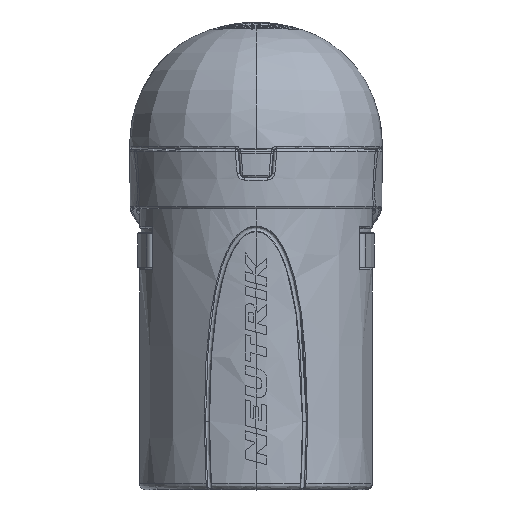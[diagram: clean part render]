
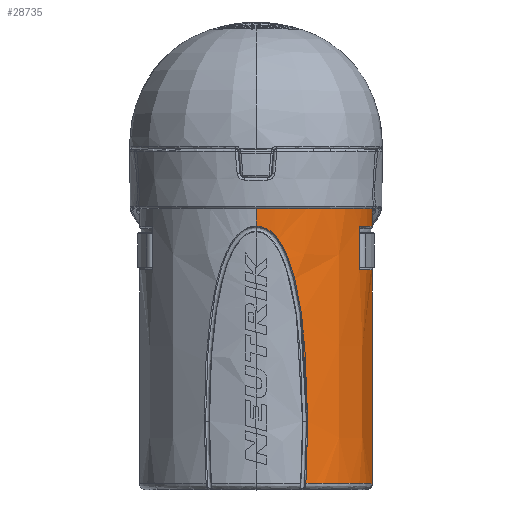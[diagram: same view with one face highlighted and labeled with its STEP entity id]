
A CAD part, top view. The second image highlights one B-rep face of the part: STEP entity #28735.
In plain terms, the highlighted face is a extrusion surface.
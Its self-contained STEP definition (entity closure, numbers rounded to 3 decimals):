
#1677=CARTESIAN_POINT('',(8.297,6.7,4.452));
#1678=CARTESIAN_POINT('',(8.652,6.7,3.753));
#1679=CARTESIAN_POINT('',(9.171,6.7,2.309));
#1680=CARTESIAN_POINT('',(9.35,6.7,0.784));
#1681=CARTESIAN_POINT('',(9.35,6.7,0.));
#1683=DIRECTION('',(0.,1.,0.));
#1684=VECTOR('',#1683,3.5);
#1685=CARTESIAN_POINT('',(8.297,3.2,4.452));
#1686=LINE('',#1685,#1684);
#1687=CARTESIAN_POINT('',(9.35,3.2,0.));
#1688=CARTESIAN_POINT('',(9.35,3.2,0.784));
#1689=CARTESIAN_POINT('',(9.171,3.2,2.309));
#1690=CARTESIAN_POINT('',(8.652,3.2,3.753));
#1691=CARTESIAN_POINT('',(8.297,3.2,4.452));
#1693=CARTESIAN_POINT('',(9.35,-13.95,0.));
#1694=CARTESIAN_POINT('',(9.35,-13.95,0.501));
#1695=CARTESIAN_POINT('',(9.277,-13.95,1.457));
#1696=CARTESIAN_POINT('',(8.892,-13.95,3.219));
#1697=CARTESIAN_POINT('',(8.021,-13.95,5.175));
#1698=CARTESIAN_POINT('',(6.679,-13.95,6.833));
#1699=CARTESIAN_POINT('',(5.283,-13.95,7.956));
#1700=CARTESIAN_POINT('',(4.458,-13.95,8.437));
#1701=CARTESIAN_POINT('',(4.005,-13.95,8.652));
#1703=CARTESIAN_POINT('',(4.15,-8.95,8.582));
#1704=CARTESIAN_POINT('',(4.15,-9.625,8.582));
#1705=CARTESIAN_POINT('',(4.136,-10.933,8.589));
#1706=CARTESIAN_POINT('',(4.082,-12.58,8.615));
#1707=CARTESIAN_POINT('',(4.03,-13.558,8.641));
#1708=CARTESIAN_POINT('',(4.005,-13.95,8.652));
#1710=CARTESIAN_POINT('',(4.15,-8.95,8.582));
#1711=CARTESIAN_POINT('',(4.15,-8.238,8.582));
#1712=CARTESIAN_POINT('',(4.135,-6.88,8.589));
#1713=CARTESIAN_POINT('',(4.072,-5.051,8.62));
#1714=CARTESIAN_POINT('',(3.975,-3.405,8.667));
#1715=CARTESIAN_POINT('',(3.848,-1.926,8.726));
#1716=CARTESIAN_POINT('',(3.692,-0.594,
8.795));
#1717=CARTESIAN_POINT('',(3.511,0.603,8.87));
#1718=CARTESIAN_POINT('',(3.306,1.676,8.951));
#1719=CARTESIAN_POINT('',(3.078,2.637,9.034));
#1720=CARTESIAN_POINT('',(2.826,3.493,9.118));
#1721=CARTESIAN_POINT('',(2.549,4.25,9.2));
#1722=CARTESIAN_POINT('',(2.247,4.911,9.281));
#1723=CARTESIAN_POINT('',(1.919,5.474,9.355));
#1724=CARTESIAN_POINT('',(1.623,5.859,9.411));
#1725=CARTESIAN_POINT('',(1.374,6.114,9.45));
#1726=CARTESIAN_POINT('',(1.183,6.277,9.477));
#1727=CARTESIAN_POINT('',(0.993,6.41,9.499));
#1728=CARTESIAN_POINT('',(0.802,6.519,9.517));
#1729=CARTESIAN_POINT('',(0.612,6.601,9.531));
#1730=CARTESIAN_POINT('',(0.353,6.678,9.545));
#1731=CARTESIAN_POINT('',(0.144,6.7,9.55));
#1732=CARTESIAN_POINT('',(0.,6.7,9.55));
#1734=DIRECTION('',(0.,1.,0.));
#1735=VECTOR('',#1734,1.4);
#1736=CARTESIAN_POINT('',(0.,6.7,9.55));
#1737=LINE('',#1736,#1735);
#1738=CARTESIAN_POINT('',(0.,8.1,9.55));
#1739=CARTESIAN_POINT('',(0.559,8.1,9.55));
#1740=CARTESIAN_POINT('',(1.666,8.1,9.444));
#1741=CARTESIAN_POINT('',(3.154,8.1,9.064));
#1742=CARTESIAN_POINT('',(4.876,8.1,8.251));
#1743=CARTESIAN_POINT('',(6.219,8.1,7.241));
#1744=CARTESIAN_POINT('',(7.373,8.1,5.999));
#1745=CARTESIAN_POINT('',(8.234,8.1,4.678));
#1746=CARTESIAN_POINT('',(8.907,8.1,3.088));
#1747=CARTESIAN_POINT('',(9.243,8.1,1.699));
#1748=CARTESIAN_POINT('',(9.35,8.1,0.58));
#1749=CARTESIAN_POINT('',(9.35,8.1,0.));
#2090=CARTESIAN_POINT('',(0.,8.1,9.55));
#3501=DIRECTION('',(0.,1.,0.));
#3502=VECTOR('',#3501,17.15);
#3503=CARTESIAN_POINT('',(9.35,-13.95,0.));
#3504=LINE('',#3503,#3502);
#3521=DIRECTION('',(0.,1.,0.));
#3522=VECTOR('',#3521,1.4);
#3523=CARTESIAN_POINT('',(9.35,6.7,0.));
#3524=LINE('',#3523,#3522);
#22943=CARTESIAN_POINT('',(4.15,-8.95,
8.582));
#22944=VERTEX_POINT('',#22943);
#22947=CARTESIAN_POINT('',(0.,6.7,9.55));
#22948=VERTEX_POINT('',#22947);
#23199=VERTEX_POINT('',#1693);
#23200=VERTEX_POINT('',#1701);
#23216=VERTEX_POINT('',#1687);
#23217=VERTEX_POINT('',#1691);
#23221=CARTESIAN_POINT('',(8.297,6.7,4.452));
#23222=VERTEX_POINT('',#23221);
#23223=VERTEX_POINT('',#1681);
#26405=VERTEX_POINT('',#2090);
#26406=VERTEX_POINT('',#1749);
#28703=CARTESIAN_POINT('',(0.,-14.45,9.55));
#28704=CARTESIAN_POINT('',(0.788,-14.45,9.55));
#28705=CARTESIAN_POINT('',(2.177,-14.45,9.365));
#28706=CARTESIAN_POINT('',(4.509,-14.45,8.547));
#28707=CARTESIAN_POINT('',(6.791,-14.45,6.891));
#28708=CARTESIAN_POINT('',(8.392,-14.45,4.554));
#28709=CARTESIAN_POINT('',(9.175,-14.45,2.188));
#28710=CARTESIAN_POINT('',(9.35,-14.45,0.788));
#28711=CARTESIAN_POINT('',(9.35,-14.45,0.));
#28713=DIRECTION('',(0.,-1.,0.));
#28714=VECTOR('',#28713,1.);
#28715=SURFACE_OF_LINEAR_EXTRUSION('',#28712,#28714);
#28717=ORIENTED_EDGE('',*,*,#28716,.F.);
#28718=ORIENTED_EDGE('',*,*,#28544,.F.);
#28719=ORIENTED_EDGE('',*,*,#28557,.F.);
#28720=ORIENTED_EDGE('',*,*,#27971,.F.);
#28722=ORIENTED_EDGE('',*,*,#28721,.F.);
#28724=ORIENTED_EDGE('',*,*,#28723,.T.);
#28726=ORIENTED_EDGE('',*,*,#28725,.F.);
#28728=ORIENTED_EDGE('',*,*,#28727,.T.);
#28730=ORIENTED_EDGE('',*,*,#28729,.T.);
#28732=ORIENTED_EDGE('',*,*,#28731,.T.);
#28733=EDGE_LOOP('',(#28717,#28718,#28719,#28720,#28722,#28724,#28726,#28728,
#28730,#28732));
#28734=FACE_OUTER_BOUND('',#28733,.F.);
#28735=ADVANCED_FACE('',(#28734),#28715,.F.);
#1682=B_SPLINE_CURVE_WITH_KNOTS('',3,(#1677,#1678,#1679,#1680,#1681),
.UNSPECIFIED.,.F.,.F.,(4,1,4),(0.,0.5,1.),.UNSPECIFIED.);
#1692=B_SPLINE_CURVE_WITH_KNOTS('',3,(#1687,#1688,#1689,#1690,#1691),
.UNSPECIFIED.,.F.,.F.,(4,1,4),(0.,0.5,1.),.UNSPECIFIED.);
#1702=B_SPLINE_CURVE_WITH_KNOTS('',3,(#1693,#1694,#1695,#1696,#1697,#1698,#1699,
#1700,#1701),.UNSPECIFIED.,.F.,.F.,(4,1,1,1,1,1,4),(0.,0.125,0.25,0.5,
0.75,0.875,1.),.UNSPECIFIED.);
#1709=B_SPLINE_CURVE_WITH_KNOTS('',3,(#1703,#1704,#1705,#1706,#1707,#1708),
.UNSPECIFIED.,.F.,.F.,(4,1,1,4),(0.,0.37,0.741,1.),
.UNSPECIFIED.);
#1733=B_SPLINE_CURVE_WITH_KNOTS('',3,(#1710,#1711,#1712,#1713,#1714,#1715,#1716,
#1717,#1718,#1719,#1720,#1721,#1722,#1723,#1724,#1725,#1726,#1727,#1728,#1729,
#1730,#1731,#1732),.UNSPECIFIED.,.F.,.F.,(4,1,1,1,1,1,1,1,1,1,1,1,1,1,1,1,1,1,1,
1,4),(0.,0.059,0.118,0.176,
0.235,0.294,0.353,0.412,
0.471,0.529,0.588,0.647,
0.706,0.765,0.794,0.824,
0.853,0.882,0.912,0.941,1.),
.UNSPECIFIED.);
#1750=B_SPLINE_CURVE_WITH_KNOTS('',3,(#1738,#1739,#1740,#1741,#1742,#1743,#1744,
#1745,#1746,#1747,#1748,#1749),.UNSPECIFIED.,.F.,.F.,(4,1,1,1,1,1,1,1,1,4),
(0.,0.111,0.222,0.333,0.444,
0.556,0.667,0.778,0.889,1.),
.UNSPECIFIED.);
#27971=EDGE_CURVE('',#23216,#23217,#1692,.T.);
#28544=EDGE_CURVE('',#23222,#23223,#1682,.T.);
#28557=EDGE_CURVE('',#23217,#23222,#1686,.T.);
#28712=B_SPLINE_CURVE_WITH_KNOTS('',3,(#28703,#28704,#28705,#28706,#28707,
#28708,#28709,#28710,#28711),.UNSPECIFIED.,.F.,.F.,(4,1,1,1,1,1,4),(0.,
0.125,0.25,0.5,0.75,0.875,1.),.UNSPECIFIED.);
#28716=EDGE_CURVE('',#23223,#26406,#3524,.T.);
#28721=EDGE_CURVE('',#23199,#23216,#3504,.T.);
#28723=EDGE_CURVE('',#23199,#23200,#1702,.T.);
#28725=EDGE_CURVE('',#22944,#23200,#1709,.T.);
#28727=EDGE_CURVE('',#22944,#22948,#1733,.T.);
#28729=EDGE_CURVE('',#22948,#26405,#1737,.T.);
#28731=EDGE_CURVE('',#26405,#26406,#1750,.T.);
